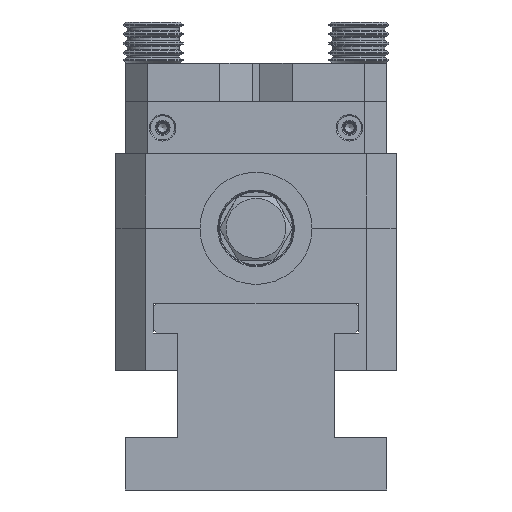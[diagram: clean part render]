
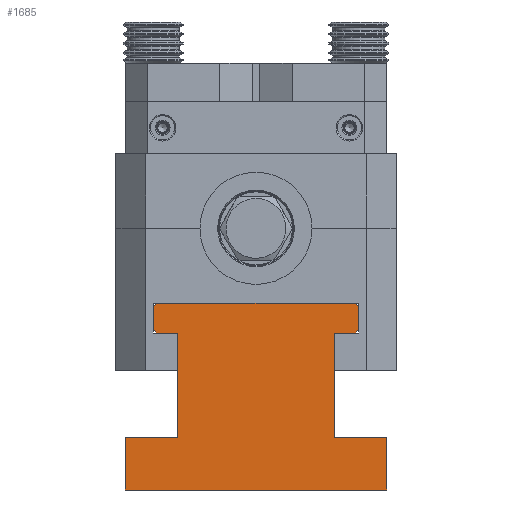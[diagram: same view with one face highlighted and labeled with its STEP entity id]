
A CAD part, left-side view. The second image highlights one B-rep face of the part: STEP entity #1685.
In plain terms, the highlighted planar face has unit normal (-1, 0, 0).
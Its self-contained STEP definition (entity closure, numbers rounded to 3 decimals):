
#813=PLANE('',#15510);
#1215=FACE_OUTER_BOUND('',#7141,.T.);
#1685=ADVANCED_FACE('',(#1215),#813,.T.);
#3789=LINE('',#22562,#4683);
#3807=LINE('',#22609,#4701);
#3808=LINE('',#22611,#4702);
#3814=LINE('',#22628,#4708);
#3820=LINE('',#22641,#4714);
#3821=LINE('',#22643,#4715);
#3822=LINE('',#22646,#4716);
#3823=LINE('',#22648,#4717);
#3824=LINE('',#22650,#4718);
#3825=LINE('',#22652,#4719);
#3826=LINE('',#22653,#4720);
#3827=LINE('',#22655,#4721);
#3828=LINE('',#22657,#4722);
#3829=LINE('',#22659,#4723);
#3830=LINE('',#22660,#4724);
#3831=LINE('',#22661,#4725);
#4683=VECTOR('',#17968,1.);
#4701=VECTOR('',#18006,1.);
#4702=VECTOR('',#18009,1.);
#4708=VECTOR('',#18021,1.);
#4714=VECTOR('',#18029,1.);
#4715=VECTOR('',#18032,1.);
#4716=VECTOR('',#18033,1.);
#4717=VECTOR('',#18034,1.);
#4718=VECTOR('',#18035,1.);
#4719=VECTOR('',#18036,1.);
#4720=VECTOR('',#18037,1.);
#4721=VECTOR('',#18038,1.);
#4722=VECTOR('',#18039,1.);
#4723=VECTOR('',#18040,1.);
#4724=VECTOR('',#18041,1.);
#4725=VECTOR('',#18042,1.);
#7141=EDGE_LOOP('',(#9405,#9406,#9407,#9408,#9409,#9410,#9411,#9412,#9413,
#9414,#9415,#9416,#9417,#9418,#9419,#9420));
#9405=ORIENTED_EDGE('',*,*,#13815,.F.);
#9406=ORIENTED_EDGE('',*,*,#13816,.T.);
#9407=ORIENTED_EDGE('',*,*,#13817,.F.);
#9408=ORIENTED_EDGE('',*,*,#13818,.F.);
#9409=ORIENTED_EDGE('',*,*,#13819,.F.);
#9410=ORIENTED_EDGE('',*,*,#13775,.F.);
#9411=ORIENTED_EDGE('',*,*,#13799,.T.);
#9412=ORIENTED_EDGE('',*,*,#13814,.T.);
#9413=ORIENTED_EDGE('',*,*,#13820,.F.);
#9414=ORIENTED_EDGE('',*,*,#13821,.F.);
#9415=ORIENTED_EDGE('',*,*,#13822,.F.);
#9416=ORIENTED_EDGE('',*,*,#13823,.T.);
#9417=ORIENTED_EDGE('',*,*,#13800,.T.);
#9418=ORIENTED_EDGE('',*,*,#13824,.T.);
#9419=ORIENTED_EDGE('',*,*,#13808,.T.);
#9420=ORIENTED_EDGE('',*,*,#13825,.T.);
#12257=VERTEX_POINT('',#22561);
#12258=VERTEX_POINT('',#22563);
#12276=VERTEX_POINT('',#22608);
#12277=VERTEX_POINT('',#22612);
#12278=VERTEX_POINT('',#22613);
#12285=VERTEX_POINT('',#22629);
#12286=VERTEX_POINT('',#22630);
#12290=VERTEX_POINT('',#22640);
#12291=VERTEX_POINT('',#22644);
#12292=VERTEX_POINT('',#22645);
#12293=VERTEX_POINT('',#22647);
#12294=VERTEX_POINT('',#22649);
#12295=VERTEX_POINT('',#22651);
#12296=VERTEX_POINT('',#22654);
#12297=VERTEX_POINT('',#22656);
#12298=VERTEX_POINT('',#22658);
#13775=EDGE_CURVE('',#12257,#12258,#3789,.T.);
#13799=EDGE_CURVE('',#12257,#12276,#3807,.T.);
#13800=EDGE_CURVE('',#12277,#12278,#3808,.T.);
#13808=EDGE_CURVE('',#12285,#12286,#3814,.T.);
#13814=EDGE_CURVE('',#12276,#12290,#3820,.T.);
#13815=EDGE_CURVE('',#12291,#12292,#3821,.T.);
#13816=EDGE_CURVE('',#12291,#12293,#3822,.T.);
#13817=EDGE_CURVE('',#12294,#12293,#3823,.T.);
#13818=EDGE_CURVE('',#12295,#12294,#3824,.T.);
#13819=EDGE_CURVE('',#12258,#12295,#3825,.T.);
#13820=EDGE_CURVE('',#12296,#12290,#3826,.T.);
#13821=EDGE_CURVE('',#12297,#12296,#3827,.T.);
#13822=EDGE_CURVE('',#12298,#12297,#3828,.T.);
#13823=EDGE_CURVE('',#12298,#12277,#3829,.T.);
#13824=EDGE_CURVE('',#12278,#12285,#3830,.T.);
#13825=EDGE_CURVE('',#12286,#12292,#3831,.T.);
#15510=AXIS2_PLACEMENT_3D('',#22662,#18043,#18044);
#17968=DIRECTION('',(0.,0.,1.));
#18006=DIRECTION('',(0.,-1.,0.));
#18009=DIRECTION('',(0.,0.,1.));
#18021=DIRECTION('',(0.,1.,0.));
#18029=DIRECTION('',(0.,0.,1.));
#18032=DIRECTION('',(0.,0.,1.));
#18033=DIRECTION('',(0.,-0.707,-0.707));
#18034=DIRECTION('',(0.,1.,0.));
#18035=DIRECTION('',(0.,0.,1.));
#18036=DIRECTION('',(0.,-1.,0.));
#18037=DIRECTION('',(0.,-1.,0.));
#18038=DIRECTION('',(0.,0.,-1.));
#18039=DIRECTION('',(0.,1.,0.));
#18040=DIRECTION('',(0.,-0.707,0.707));
#18041=DIRECTION('',(0.,0.707,0.707));
#18042=DIRECTION('',(0.,0.707,-0.707));
#18043=DIRECTION('',(-1.,0.,0.));
#18044=DIRECTION('',(0.,0.,1.));
#22561=CARTESIAN_POINT('',(-372.,35.,-105.6));
#22562=CARTESIAN_POINT('',(-372.,35.,-105.8));
#22563=CARTESIAN_POINT('',(-372.,35.,-91.6));
#22608=CARTESIAN_POINT('',(-372.,-35.,-105.6));
#22609=CARTESIAN_POINT('',(-372.,0.,-105.6));
#22611=CARTESIAN_POINT('',(-372.,-27.5,-105.8));
#22612=CARTESIAN_POINT('',(-372.,-27.5,-62.7));
#22613=CARTESIAN_POINT('',(-372.,-27.5,-56.5));
#22628=CARTESIAN_POINT('',(-372.,0.,-55.6));
#22629=CARTESIAN_POINT('',(-372.,-26.6,-55.6));
#22630=CARTESIAN_POINT('',(-372.,26.6,-55.6));
#22640=CARTESIAN_POINT('',(-372.,-35.,-91.6));
#22641=CARTESIAN_POINT('',(-372.,-35.,-105.8));
#22643=CARTESIAN_POINT('',(-372.,27.5,-105.8));
#22644=CARTESIAN_POINT('',(-372.,27.5,-62.7));
#22645=CARTESIAN_POINT('',(-372.,27.5,-56.5));
#22646=CARTESIAN_POINT('',(-372.,-7.8,-98.));
#22647=CARTESIAN_POINT('',(-372.,26.6,-63.6));
#22648=CARTESIAN_POINT('',(-372.,0.,-63.6));
#22649=CARTESIAN_POINT('',(-372.,21.,-63.6));
#22650=CARTESIAN_POINT('',(-372.,21.,-105.8));
#22651=CARTESIAN_POINT('',(-372.,21.,-91.6));
#22652=CARTESIAN_POINT('',(-372.,0.,-91.6));
#22653=CARTESIAN_POINT('',(-372.,0.,-91.6));
#22654=CARTESIAN_POINT('',(-372.,-21.,-91.6));
#22655=CARTESIAN_POINT('',(-372.,-21.,-105.8));
#22656=CARTESIAN_POINT('',(-372.,-21.,-63.6));
#22657=CARTESIAN_POINT('',(-372.,0.,-63.6));
#22658=CARTESIAN_POINT('',(-372.,-26.6,-63.6));
#22659=CARTESIAN_POINT('',(-372.,7.8,-98.));
#22660=CARTESIAN_POINT('',(-372.,-38.4,-67.4));
#22661=CARTESIAN_POINT('',(-372.,38.4,-67.4));
#22662=CARTESIAN_POINT('',(-372.,0.,-105.8));
